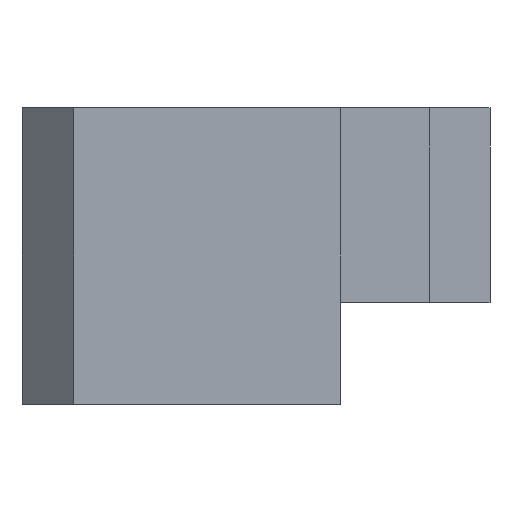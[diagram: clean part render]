
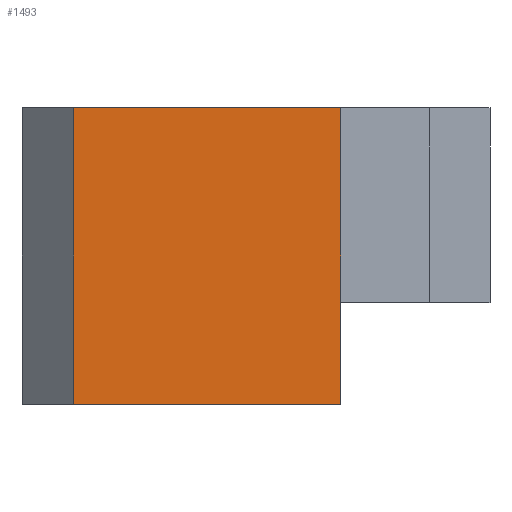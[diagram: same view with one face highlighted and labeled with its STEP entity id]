
A CAD part, left-side view. The second image highlights one B-rep face of the part: STEP entity #1493.
In plain terms, the highlighted planar face has unit normal (-1, 0, 0).
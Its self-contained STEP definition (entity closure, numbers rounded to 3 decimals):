
#66 = VECTOR ( 'NONE', #985, 1000. ) ;
#80 = DIRECTION ( 'NONE',  ( 0., 1., 0. ) ) ;
#81 = VERTEX_POINT ( 'NONE', #1898 ) ;
#146 = VERTEX_POINT ( 'NONE', #2411 ) ;
#159 = LINE ( 'NONE', #543, #2314 ) ;
#162 = VERTEX_POINT ( 'NONE', #946 ) ;
#191 = ORIENTED_EDGE ( 'NONE', *, *, #1705, .F. ) ;
#415 = EDGE_CURVE ( 'NONE', #2202, #81, #449, .T. ) ;
#449 = LINE ( 'NONE', #2707, #2625 ) ;
#537 = CARTESIAN_POINT ( 'NONE',  ( -14.5, 1.45, 2.85 ) ) ;
#542 = LINE ( 'NONE', #537, #2714 ) ;
#543 = CARTESIAN_POINT ( 'NONE',  ( -14.5, -3.68, 2.85 ) ) ;
#627 = LINE ( 'NONE', #1199, #66 ) ;
#703 = ORIENTED_EDGE ( 'NONE', *, *, #1799, .T. ) ;
#877 = ORIENTED_EDGE ( 'NONE', *, *, #2671, .F. ) ;
#880 = EDGE_LOOP ( 'NONE', ( #1808, #191, #877, #703 ) ) ;
#946 = CARTESIAN_POINT ( 'NONE',  ( -14.5, -3.68, 2.85 ) ) ;
#985 = DIRECTION ( 'NONE',  ( 0., -1., 0. ) ) ;
#1199 = CARTESIAN_POINT ( 'NONE',  ( -14.5, 1.45, 2.85 ) ) ;
#1330 = PLANE ( 'NONE',  #1581 ) ;
#1344 = DIRECTION ( 'NONE',  ( 1., 0., 0. ) ) ;
#1403 = DIRECTION ( 'NONE',  ( 0., 0., -1. ) ) ;
#1493 = ADVANCED_FACE ( 'NONE', ( #2393 ), #1330, .F. ) ;
#1581 = AXIS2_PLACEMENT_3D ( 'NONE', #2594, #1344, #80 ) ;
#1677 = DIRECTION ( 'NONE',  ( 0., -1., 0. ) ) ;
#1705 = EDGE_CURVE ( 'NONE', #162, #81, #159, .T. ) ;
#1799 = EDGE_CURVE ( 'NONE', #146, #2202, #542, .T. ) ;
#1808 = ORIENTED_EDGE ( 'NONE', *, *, #415, .T. ) ;
#1898 = CARTESIAN_POINT ( 'NONE',  ( -14.5, -3.68, -2.85 ) ) ;
#2202 = VERTEX_POINT ( 'NONE', #2404 ) ;
#2314 = VECTOR ( 'NONE', #1403, 1000. ) ;
#2393 = FACE_OUTER_BOUND ( 'NONE', #880, .T. ) ;
#2404 = CARTESIAN_POINT ( 'NONE',  ( -14.5, 1.45, -2.85 ) ) ;
#2411 = CARTESIAN_POINT ( 'NONE',  ( -14.5, 1.45, 2.85 ) ) ;
#2594 = CARTESIAN_POINT ( 'NONE',  ( -14.5, 1.45, 2.85 ) ) ;
#2625 = VECTOR ( 'NONE', #1677, 1000. ) ;
#2639 = DIRECTION ( 'NONE',  ( 0., 0., -1. ) ) ;
#2671 = EDGE_CURVE ( 'NONE', #146, #162, #627, .T. ) ;
#2707 = CARTESIAN_POINT ( 'NONE',  ( -14.5, 1.45, -2.85 ) ) ;
#2714 = VECTOR ( 'NONE', #2639, 1000. ) ;
